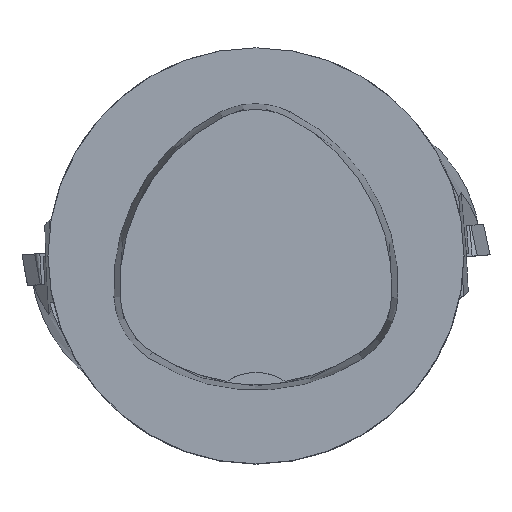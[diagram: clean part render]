
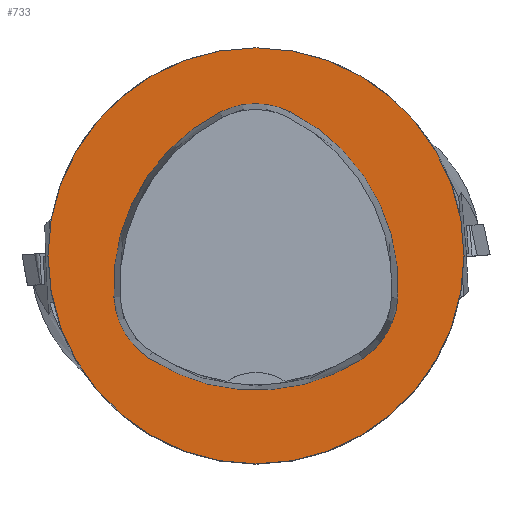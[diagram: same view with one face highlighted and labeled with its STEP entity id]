
A CAD part, top view. The second image highlights one B-rep face of the part: STEP entity #733.
In plain terms, the highlighted planar face has unit normal (0, 0, 1).
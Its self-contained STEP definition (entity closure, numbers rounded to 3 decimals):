
#296=FACE_BOUND('',#1265,.T.);
#297=FACE_BOUND('',#1266,.T.);
#419=CIRCLE('',#4035,16.);
#420=CIRCLE('',#4041,15.);
#422=CIRCLE('',#4044,6.);
#424=CIRCLE('',#4047,15.);
#426=CIRCLE('',#4050,6.);
#430=CIRCLE('',#4055,15.);
#432=CIRCLE('',#4058,6.);
#733=ADVANCED_FACE('',(#296,#297),#892,.T.);
#892=PLANE('',#4063);
#1265=EDGE_LOOP('',(#1986,#1987,#1988,#1989,#1990,#1991));
#1266=EDGE_LOOP('',(#1992));
#1986=ORIENTED_EDGE('',*,*,#3014,.T.);
#1987=ORIENTED_EDGE('',*,*,#2994,.T.);
#1988=ORIENTED_EDGE('',*,*,#2998,.T.);
#1989=ORIENTED_EDGE('',*,*,#3001,.T.);
#1990=ORIENTED_EDGE('',*,*,#3004,.T.);
#1991=ORIENTED_EDGE('',*,*,#3012,.T.);
#1992=ORIENTED_EDGE('',*,*,#2985,.F.);
#2554=VERTEX_POINT('',#6191);
#2563=VERTEX_POINT('',#6210);
#2564=VERTEX_POINT('',#6211);
#2567=VERTEX_POINT('',#6219);
#2569=VERTEX_POINT('',#6225);
#2571=VERTEX_POINT('',#6231);
#2578=VERTEX_POINT('',#6252);
#2985=EDGE_CURVE('',#2554,#2554,#419,.T.);
#2994=EDGE_CURVE('',#2563,#2564,#420,.T.);
#2998=EDGE_CURVE('',#2564,#2567,#422,.T.);
#3001=EDGE_CURVE('',#2567,#2569,#424,.T.);
#3004=EDGE_CURVE('',#2569,#2571,#426,.T.);
#3012=EDGE_CURVE('',#2571,#2578,#430,.T.);
#3014=EDGE_CURVE('',#2578,#2563,#432,.T.);
#4035=AXIS2_PLACEMENT_3D('',#6190,#4719,#4720);
#4041=AXIS2_PLACEMENT_3D('',#6209,#4735,#4736);
#4044=AXIS2_PLACEMENT_3D('',#6218,#4743,#4744);
#4047=AXIS2_PLACEMENT_3D('',#6224,#4750,#4751);
#4050=AXIS2_PLACEMENT_3D('',#6230,#4757,#4758);
#4055=AXIS2_PLACEMENT_3D('',#6253,#4769,#4770);
#4058=AXIS2_PLACEMENT_3D('',#6256,#4775,#4776);
#4063=AXIS2_PLACEMENT_3D('',#6261,#4785,#4786);
#4719=DIRECTION('',(0.,0.,-1.));
#4720=DIRECTION('',(-1.,0.,0.));
#4735=DIRECTION('',(0.,0.,-1.));
#4736=DIRECTION('',(-1.,0.,0.));
#4743=DIRECTION('',(0.,0.,-1.));
#4744=DIRECTION('',(-1.,0.,0.));
#4750=DIRECTION('',(0.,0.,-1.));
#4751=DIRECTION('',(-1.,0.,0.));
#4757=DIRECTION('',(0.,0.,-1.));
#4758=DIRECTION('',(-1.,0.,0.));
#4769=DIRECTION('',(0.,0.,-1.));
#4770=DIRECTION('',(-1.,0.,0.));
#4775=DIRECTION('',(0.,0.,-1.));
#4776=DIRECTION('',(-1.,0.,0.));
#4785=DIRECTION('',(0.,0.,1.));
#4786=DIRECTION('',(1.,0.,0.));
#6190=CARTESIAN_POINT('',(0.,0.,0.));
#6191=CARTESIAN_POINT('',(-16.,0.,0.));
#6209=CARTESIAN_POINT('',(4.048,-2.316,0.));
#6210=CARTESIAN_POINT('',(-10.926,-3.206,0.));
#6211=CARTESIAN_POINT('',(-2.774,11.043,0.));
#6218=CARTESIAN_POINT('',(-0.045,5.7,0.));
#6219=CARTESIAN_POINT('',(2.638,11.066,0.));
#6224=CARTESIAN_POINT('',(-4.07,-2.35,0.));
#6225=CARTESIAN_POINT('',(10.903,-3.249,0.));
#6230=CARTESIAN_POINT('',(4.914,-2.889,0.));
#6231=CARTESIAN_POINT('',(8.177,-7.924,0.));
#6252=CARTESIAN_POINT('',(-8.24,-7.859,0.));
#6253=CARTESIAN_POINT('',(0.019,4.663,0.));
#6256=CARTESIAN_POINT('',(-4.936,-2.85,0.));
#6261=CARTESIAN_POINT('',(0.,0.,0.));
